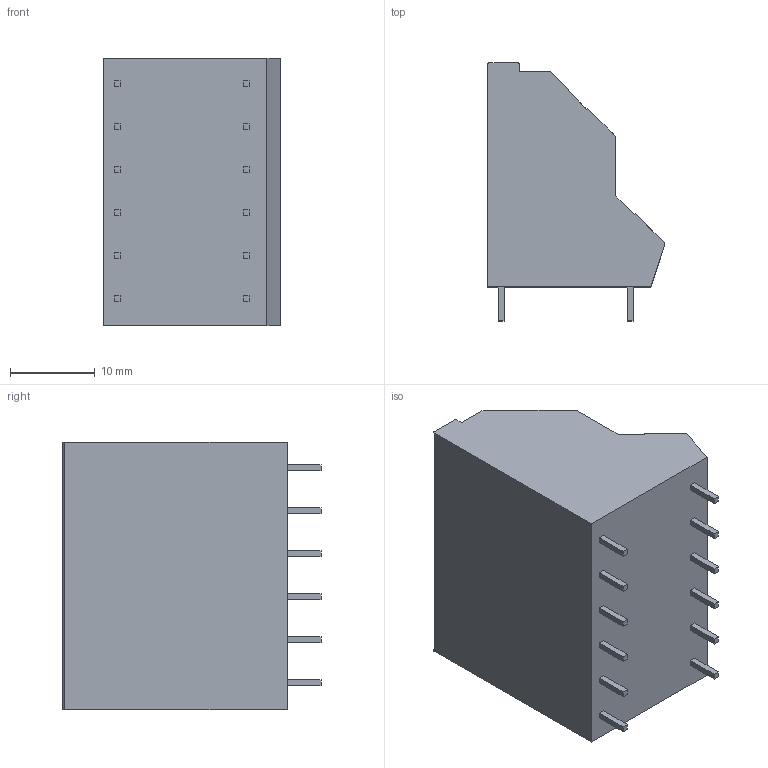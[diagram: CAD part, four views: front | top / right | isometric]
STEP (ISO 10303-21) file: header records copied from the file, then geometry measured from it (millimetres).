
FILE_DESCRIPTION(/* description */ ('STEP AP214'),/* implementation_level */ '2;1');
FILE_NAME(/* name */ '736-306',/* time_stamp */ '2024-10-21T12:36:02+02:00',/* author */ ('License CC BY-ND 4.0'),/* organization */ ('CADENAS'),/* preprocessor_version */ 'ST-DEVELOPER v19.3',/* originating_system */ 'PARTsolutions',/* authorisation */ ' ');
FILE_SCHEMA (('AUTOMOTIVE_DESIGN {1 0 10303 214 3 1 1}'));
Length unit declared in the file: millimetre
Products named in the file (1): 736-306
Bounding box: 21 x 30.5 x 31.58 mm (x, y, z)
Volume: 11990.4 mm3; surface area: 4355.8 mm2
Topology: 1 solids, 1 shells, 280 faces, 774 edges, 508 vertices
Faces by surface type: plane 263, cone 12, cylinder 5
Entity records: 10772 total; most frequent: CARTESIAN_POINT 1707, ORIENTED_EDGE 1548, DIRECTION 1322, EDGE_CURVE 774, LINE 692, VECTOR 692, VERTEX_POINT 508, AXIS2_PLACEMENT_3D 315
